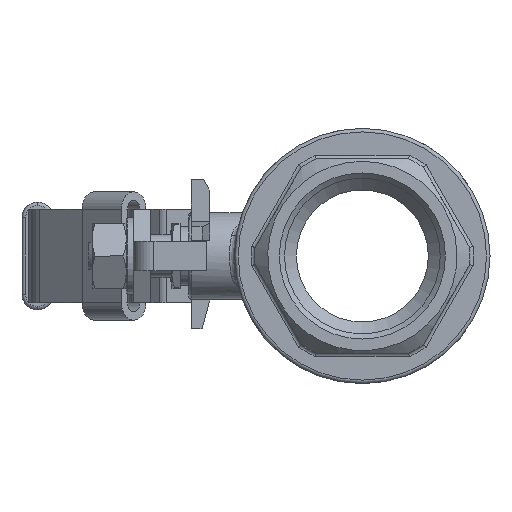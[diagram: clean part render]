
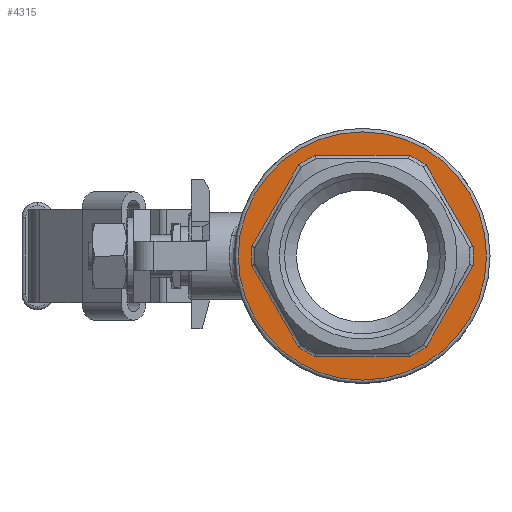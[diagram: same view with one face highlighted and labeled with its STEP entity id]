
A CAD part, left-side view. The second image highlights one B-rep face of the part: STEP entity #4315.
In plain terms, the highlighted planar face has unit normal (-1, 0, 0).
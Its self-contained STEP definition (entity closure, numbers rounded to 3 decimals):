
#4315 = ADVANCED_FACE ( 'NONE', ( #7887, #7872 ), #7889, .F. ) ;
#6002 = ORIENTED_EDGE ( 'NONE', *, *, #8643, .T. ) ;
#6003 = ORIENTED_EDGE ( 'NONE', *, *, #8644, .T. ) ;
#6004 = ORIENTED_EDGE ( 'NONE', *, *, #8645, .T. ) ;
#6005 = ORIENTED_EDGE ( 'NONE', *, *, #8646, .T. ) ;
#6006 = ORIENTED_EDGE ( 'NONE', *, *, #8647, .T. ) ;
#6007 = ORIENTED_EDGE ( 'NONE', *, *, #8648, .T. ) ;
#6008 = ORIENTED_EDGE ( 'NONE', *, *, #8649, .T. ) ;
#6009 = ORIENTED_EDGE ( 'NONE', *, *, #8650, .T. ) ;
#6010 = ORIENTED_EDGE ( 'NONE', *, *, #8651, .T. ) ;
#6011 = ORIENTED_EDGE ( 'NONE', *, *, #8652, .T. ) ;
#6012 = ORIENTED_EDGE ( 'NONE', *, *, #8653, .T. ) ;
#6013 = ORIENTED_EDGE ( 'NONE', *, *, #8654, .T. ) ;
#6014 = ORIENTED_EDGE ( 'NONE', *, *, #8655, .T. ) ;
#7872 = FACE_OUTER_BOUND ( 'NONE', #8159, .T. ) ;
#7887 = FACE_BOUND ( 'NONE', #8158, .T. ) ;
#7889 = PLANE ( 'NONE',  #9024 ) ;
#7898 = CARTESIAN_POINT ( 'NONE',  ( -32., 36.75, 0. ) ) ;
#7899 = DIRECTION ( 'NONE',  ( 1., 0., 0. ) ) ;
#7900 = DIRECTION ( 'NONE',  ( 0., 0., -1. ) ) ;
#8041 = VERTEX_POINT ( 'NONE', #12922 ) ;
#8044 = VERTEX_POINT ( 'NONE', #12925 ) ;
#8054 = VERTEX_POINT ( 'NONE', #12935 ) ;
#8055 = VERTEX_POINT ( 'NONE', #12936 ) ;
#8056 = VERTEX_POINT ( 'NONE', #12937 ) ;
#8057 = VERTEX_POINT ( 'NONE', #12938 ) ;
#8058 = VERTEX_POINT ( 'NONE', #12939 ) ;
#8059 = VERTEX_POINT ( 'NONE', #12940 ) ;
#8060 = VERTEX_POINT ( 'NONE', #12941 ) ;
#8061 = VERTEX_POINT ( 'NONE', #12942 ) ;
#8062 = VERTEX_POINT ( 'NONE', #12943 ) ;
#8063 = VERTEX_POINT ( 'NONE', #12944 ) ;
#8158 = EDGE_LOOP ( 'NONE', ( #6002, #6003, #6004, #6005, #6006, #6007, #6008, #6009, #6010, #6011, #6012, #6013 ) ) ;
#8159 = EDGE_LOOP ( 'NONE', ( #6014 ) ) ;
#8643 = EDGE_CURVE ( 'NONE', #8041, #8044, #13298, .T. ) ;
#8644 = EDGE_CURVE ( 'NONE', #8044, #8054, #11372, .T. ) ;
#8645 = EDGE_CURVE ( 'NONE', #8054, #8055, #13306, .T. ) ;
#8646 = EDGE_CURVE ( 'NONE', #8055, #8056, #14103, .T. ) ;
#8647 = EDGE_CURVE ( 'NONE', #8056, #8057, #13312, .T. ) ;
#8648 = EDGE_CURVE ( 'NONE', #8057, #8058, #14107, .T. ) ;
#8649 = EDGE_CURVE ( 'NONE', #8058, #8059, #13318, .T. ) ;
#8650 = EDGE_CURVE ( 'NONE', #8059, #8060, #14110, .T. ) ;
#8651 = EDGE_CURVE ( 'NONE', #8060, #8061, #13324, .T. ) ;
#8652 = EDGE_CURVE ( 'NONE', #8061, #8062, #14113, .T. ) ;
#8653 = EDGE_CURVE ( 'NONE', #8062, #8063, #13330, .T. ) ;
#8654 = EDGE_CURVE ( 'NONE', #8063, #8041, #14116, .T. ) ;
#8655 = EDGE_CURVE ( 'NONE', #34689, #34689, #14117, .T. ) ;
#9024 = AXIS2_PLACEMENT_3D ( 'NONE', #7898, #7899, #7900 ) ;
#11369 = VECTOR ( 'NONE', #13311, 1000. ) ;
#11372 = CIRCLE ( 'NONE', #14102, 32. ) ;
#12922 = CARTESIAN_POINT ( 'NONE',  ( -32., 18.351, -26.215 ) ) ;
#12925 = CARTESIAN_POINT ( 'NONE',  ( -32., 31.879, -2.785 ) ) ;
#12935 = CARTESIAN_POINT ( 'NONE',  ( -32., 31.879, 2.785 ) ) ;
#12936 = CARTESIAN_POINT ( 'NONE',  ( -32., 18.351, 26.215 ) ) ;
#12937 = CARTESIAN_POINT ( 'NONE',  ( -32., 13.528, 29. ) ) ;
#12938 = CARTESIAN_POINT ( 'NONE',  ( -32., -13.528, 29. ) ) ;
#12939 = CARTESIAN_POINT ( 'NONE',  ( -32., -18.351, 26.215 ) ) ;
#12940 = CARTESIAN_POINT ( 'NONE',  ( -32., -31.879, 2.785 ) ) ;
#12941 = CARTESIAN_POINT ( 'NONE',  ( -32., -31.879, -2.785 ) ) ;
#12942 = CARTESIAN_POINT ( 'NONE',  ( -32., -18.351, -26.215 ) ) ;
#12943 = CARTESIAN_POINT ( 'NONE',  ( -32., -13.528, -29. ) ) ;
#12944 = CARTESIAN_POINT ( 'NONE',  ( -32., 13.528, -29. ) ) ;
#13298 = LINE ( 'NONE', #13310, #11369 ) ;
#13302 = CARTESIAN_POINT ( 'NONE',  ( -32., 34.302, -1.413 ) ) ;
#13306 = LINE ( 'NONE', #13302, #14104 ) ;
#13310 = CARTESIAN_POINT ( 'NONE',  ( -32., 34.302, 1.413 ) ) ;
#13311 = DIRECTION ( 'NONE',  ( 0., 0.5, 0.866 ) ) ;
#13312 = LINE ( 'NONE', #13313, #14105 ) ;
#13313 = CARTESIAN_POINT ( 'NONE',  ( -32., 36.75, 29. ) ) ;
#13314 = CARTESIAN_POINT ( 'NONE',  ( -32., 0., 0. ) ) ;
#13315 = DIRECTION ( 'NONE',  ( 1., 0., 0. ) ) ;
#13316 = DIRECTION ( 'NONE',  ( 0., 0., -1. ) ) ;
#13317 = DIRECTION ( 'NONE',  ( 0., -0.5, 0.866 ) ) ;
#13318 = LINE ( 'NONE', #13319, #14108 ) ;
#13319 = CARTESIAN_POINT ( 'NONE',  ( -32., -15.927, 30.413 ) ) ;
#13320 = CARTESIAN_POINT ( 'NONE',  ( -32., 0., 0. ) ) ;
#13321 = DIRECTION ( 'NONE',  ( 1., 0., 0. ) ) ;
#13322 = DIRECTION ( 'NONE',  ( 0., 0., -1. ) ) ;
#13323 = DIRECTION ( 'NONE',  ( 0., -1., 0. ) ) ;
#13324 = LINE ( 'NONE', #13325, #14111 ) ;
#13325 = CARTESIAN_POINT ( 'NONE',  ( -32., -15.927, -30.413 ) ) ;
#13326 = CARTESIAN_POINT ( 'NONE',  ( -32., 0., 0. ) ) ;
#13327 = DIRECTION ( 'NONE',  ( 1., 0., 0. ) ) ;
#13328 = DIRECTION ( 'NONE',  ( 0., 0., -1. ) ) ;
#13329 = DIRECTION ( 'NONE',  ( 0., -0.5, -0.866 ) ) ;
#13330 = LINE ( 'NONE', #13331, #14114 ) ;
#13331 = CARTESIAN_POINT ( 'NONE',  ( -32., 36.75, -29. ) ) ;
#13332 = CARTESIAN_POINT ( 'NONE',  ( -32., 0., 0. ) ) ;
#13333 = DIRECTION ( 'NONE',  ( 1., 0., 0. ) ) ;
#13334 = DIRECTION ( 'NONE',  ( 0., 0., -1. ) ) ;
#13335 = DIRECTION ( 'NONE',  ( 0., 0.5, -0.866 ) ) ;
#13336 = CARTESIAN_POINT ( 'NONE',  ( -32., 0., 0. ) ) ;
#13337 = DIRECTION ( 'NONE',  ( 1., 0., 0. ) ) ;
#13338 = DIRECTION ( 'NONE',  ( 0., 0., -1. ) ) ;
#13339 = DIRECTION ( 'NONE',  ( 0., 1., 0. ) ) ;
#13340 = CARTESIAN_POINT ( 'NONE',  ( -32., 0., 0. ) ) ;
#13341 = DIRECTION ( 'NONE',  ( 1., 0., 0. ) ) ;
#13342 = DIRECTION ( 'NONE',  ( 0., 0., -1. ) ) ;
#13345 = CARTESIAN_POINT ( 'NONE',  ( -32., 0., 0. ) ) ;
#13346 = DIRECTION ( 'NONE',  ( -1., 0., 0. ) ) ;
#13347 = DIRECTION ( 'NONE',  ( 0., 0., -1. ) ) ;
#14102 = AXIS2_PLACEMENT_3D ( 'NONE', #13314, #13315, #13316 ) ;
#14103 = CIRCLE ( 'NONE', #14106, 32. ) ;
#14104 = VECTOR ( 'NONE', #13317, 1000. ) ;
#14105 = VECTOR ( 'NONE', #13323, 1000. ) ;
#14106 = AXIS2_PLACEMENT_3D ( 'NONE', #13320, #13321, #13322 ) ;
#14107 = CIRCLE ( 'NONE', #14109, 32. ) ;
#14108 = VECTOR ( 'NONE', #13329, 1000. ) ;
#14109 = AXIS2_PLACEMENT_3D ( 'NONE', #13326, #13327, #13328 ) ;
#14110 = CIRCLE ( 'NONE', #14112, 32. ) ;
#14111 = VECTOR ( 'NONE', #13335, 1000. ) ;
#14112 = AXIS2_PLACEMENT_3D ( 'NONE', #13332, #13333, #13334 ) ;
#14113 = CIRCLE ( 'NONE', #14115, 32. ) ;
#14114 = VECTOR ( 'NONE', #13339, 1000. ) ;
#14115 = AXIS2_PLACEMENT_3D ( 'NONE', #13336, #13337, #13338 ) ;
#14116 = CIRCLE ( 'NONE', #14118, 32. ) ;
#14117 = CIRCLE ( 'NONE', #14120, 35.75 ) ;
#14118 = AXIS2_PLACEMENT_3D ( 'NONE', #13340, #13341, #13342 ) ;
#14120 = AXIS2_PLACEMENT_3D ( 'NONE', #13345, #13346, #13347 ) ;
#34689 = VERTEX_POINT ( 'NONE', #34692 ) ;
#34692 = CARTESIAN_POINT ( 'NONE',  ( -32., 0., -35.75 ) ) ;
